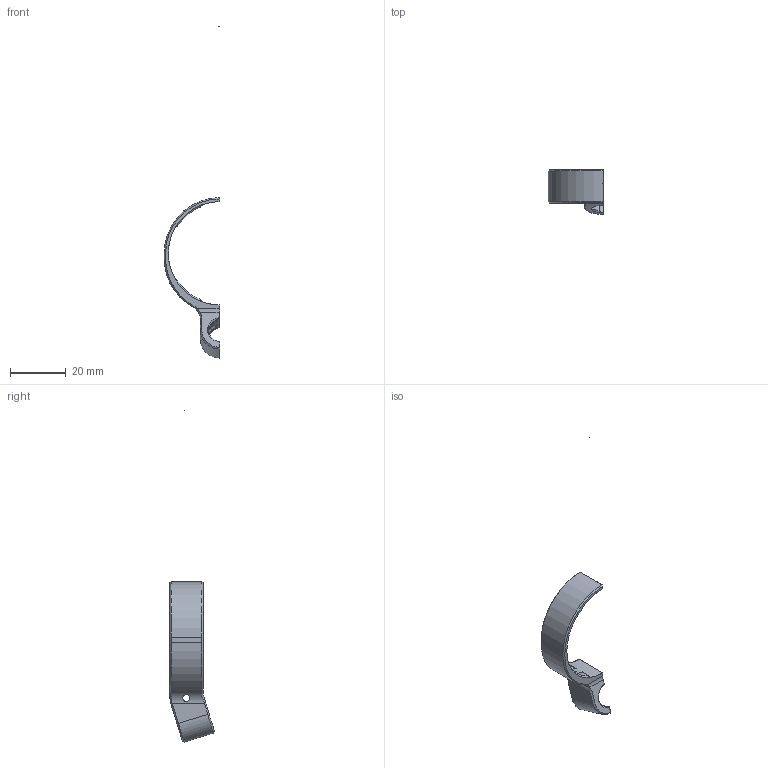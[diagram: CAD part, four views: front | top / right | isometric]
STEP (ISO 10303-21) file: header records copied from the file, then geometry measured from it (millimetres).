
FILE_DESCRIPTION (( 'STEP AP214' ), '1' );
FILE_NAME ('1225-11055-01 - Rev01.STEP', '2019-07-15T14:12:16', ( '' ), ( '' ), 'SwSTEP 2.0', 'SolidWorks 2018', '' );
FILE_SCHEMA (( 'AUTOMOTIVE_DESIGN' ));
Length unit declared in the file: millimetre
Products named in the file (1): 1225-11055-01 - Rev01
Bounding box: 19.95 x 16.02 x 119.16 mm (x, y, z)
Volume: 2361.2 mm3; surface area: 2299.2 mm2
Topology: 2 solids, 2 shells, 97 faces, 253 edges, 160 vertices
Faces by surface type: cylinder 35, plane 28, cone 17, bspline 9, torus 8
Entity records: 3438 total; most frequent: CARTESIAN_POINT 1134, ORIENTED_EDGE 506, DIRECTION 411, EDGE_CURVE 253, VERTEX_POINT 160, AXIS2_PLACEMENT_3D 154, LINE 103, VECTOR 103
